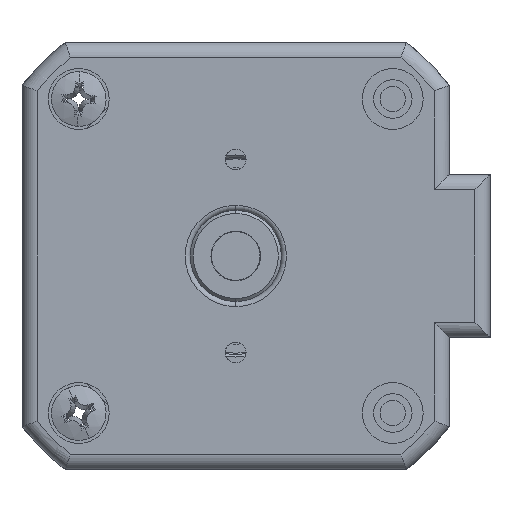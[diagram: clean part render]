
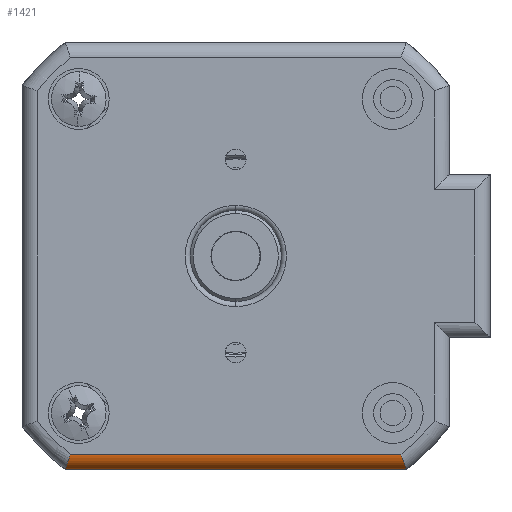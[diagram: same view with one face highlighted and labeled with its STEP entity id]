
A CAD part, front view. The second image highlights one B-rep face of the part: STEP entity #1421.
In plain terms, the highlighted cylindrical face has radius 1.5 mm (diameter 3 mm), a partial arc.
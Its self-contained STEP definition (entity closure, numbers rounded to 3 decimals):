
#210 = CARTESIAN_POINT ( 'NONE',  ( 11.604, -25.707, -2.962 ) ) ;
#300 = CARTESIAN_POINT ( 'NONE',  ( -21.485, -24.981, -4.263 ) ) ;
#407 = B_SPLINE_CURVE_WITH_KNOTS ( 'NONE', 3,
 ( #1042, #9009, #2523, #6095, #3967, #300, #1798, #3194, #6154, #1772, #4609, #7569 ),
 .UNSPECIFIED., .F., .F.,
 ( 4, 2, 2, 2, 2, 4 ),
 ( 0., 0., 0.001, 0.001, 0.002, 0.002 ),
 .UNSPECIFIED. ) ;
#568 = ORIENTED_EDGE ( 'NONE', *, *, #6107, .F. ) ;
#825 = DIRECTION ( 'NONE',  ( 0., 0., 1. ) ) ;
#1042 = CARTESIAN_POINT ( 'NONE',  ( -21.555, -24.207, -4.462 ) ) ;
#1421 = ADVANCED_FACE ( 'NONE', ( #8248 ), #4077, .T. ) ;
#1492 = EDGE_LOOP ( 'NONE', ( #1517, #6579, #568, #1619 ) ) ;
#1517 = ORIENTED_EDGE ( 'NONE', *, *, #4921, .T. ) ;
#1604 = CARTESIAN_POINT ( 'NONE',  ( 11.672, -25.707, -3.151 ) ) ;
#1619 = ORIENTED_EDGE ( 'NONE', *, *, #4157, .F. ) ;
#1772 = CARTESIAN_POINT ( 'NONE',  ( -21.159, -25.67, -3.345 ) ) ;
#1798 = CARTESIAN_POINT ( 'NONE',  ( -21.444, -25.148, -4.147 ) ) ;
#2088 = B_SPLINE_CURVE_WITH_KNOTS ( 'NONE', 3,
 ( #5754, #3710, #7903, #6496, #2947, #7941, #3681, #5884, #5973, #7335, #1604, #210 ),
 .UNSPECIFIED., .F., .F.,
 ( 4, 2, 2, 2, 2, 4 ),
 ( 0., 0., 0.001, 0.001, 0.002, 0.002 ),
 .UNSPECIFIED. ) ;
#2523 = CARTESIAN_POINT ( 'NONE',  ( -21.551, -24.41, -4.452 ) ) ;
#2580 = CARTESIAN_POINT ( 'NONE',  ( 12.137, -24.207, -4.462 ) ) ;
#2947 = CARTESIAN_POINT ( 'NONE',  ( 12.109, -24.704, -4.381 ) ) ;
#3016 = CARTESIAN_POINT ( 'NONE',  ( -21.555, -24.207, -4.462 ) ) ;
#3194 = CARTESIAN_POINT ( 'NONE',  ( -21.345, -25.42, -3.867 ) ) ;
#3681 = CARTESIAN_POINT ( 'NONE',  ( 12.027, -25.148, -4.147 ) ) ;
#3710 = CARTESIAN_POINT ( 'NONE',  ( 12.137, -24.309, -4.462 ) ) ;
#3967 = CARTESIAN_POINT ( 'NONE',  ( -21.526, -24.704, -4.381 ) ) ;
#4077 = CYLINDRICAL_SURFACE ( 'NONE', #8165, 1.5 ) ;
#4146 = CARTESIAN_POINT ( 'NONE',  ( 11.604, -25.707, -2.962 ) ) ;
#4157 = EDGE_CURVE ( 'NONE', #5431, #6846, #4615, .T. ) ;
#4332 = VERTEX_POINT ( 'NONE', #8653 ) ;
#4335 = CARTESIAN_POINT ( 'NONE',  ( -4.709, -25.707, -2.962 ) ) ;
#4430 = DIRECTION ( 'NONE',  ( -1., 0., 0. ) ) ;
#4609 = CARTESIAN_POINT ( 'NONE',  ( -21.089, -25.707, -3.151 ) ) ;
#4615 = LINE ( 'NONE', #3016, #6301 ) ;
#4741 = VERTEX_POINT ( 'NONE', #4146 ) ;
#4921 = EDGE_CURVE ( 'NONE', #5431, #4741, #2088, .T. ) ;
#5169 = CARTESIAN_POINT ( 'NONE',  ( -21.555, -24.207, -2.962 ) ) ;
#5262 = EDGE_CURVE ( 'NONE', #4332, #4741, #7648, .T. ) ;
#5317 = VECTOR ( 'NONE', #9335, 1000. ) ;
#5431 = VERTEX_POINT ( 'NONE', #2580 ) ;
#5754 = CARTESIAN_POINT ( 'NONE',  ( 12.137, -24.207, -4.462 ) ) ;
#5884 = CARTESIAN_POINT ( 'NONE',  ( 11.928, -25.42, -3.867 ) ) ;
#5973 = CARTESIAN_POINT ( 'NONE',  ( 11.868, -25.527, -3.7 ) ) ;
#6095 = CARTESIAN_POINT ( 'NONE',  ( -21.537, -24.607, -4.411 ) ) ;
#6107 = EDGE_CURVE ( 'NONE', #6846, #4332, #407, .T. ) ;
#6154 = CARTESIAN_POINT ( 'NONE',  ( -21.286, -25.527, -3.7 ) ) ;
#6301 = VECTOR ( 'NONE', #7993, 1000. ) ;
#6496 = CARTESIAN_POINT ( 'NONE',  ( 12.12, -24.607, -4.411 ) ) ;
#6579 = ORIENTED_EDGE ( 'NONE', *, *, #5262, .F. ) ;
#6846 = VERTEX_POINT ( 'NONE', #8926 ) ;
#7335 = CARTESIAN_POINT ( 'NONE',  ( 11.741, -25.67, -3.345 ) ) ;
#7569 = CARTESIAN_POINT ( 'NONE',  ( -21.021, -25.707, -2.962 ) ) ;
#7648 = LINE ( 'NONE', #4335, #5317 ) ;
#7903 = CARTESIAN_POINT ( 'NONE',  ( 12.134, -24.41, -4.452 ) ) ;
#7941 = CARTESIAN_POINT ( 'NONE',  ( 12.067, -24.981, -4.263 ) ) ;
#7993 = DIRECTION ( 'NONE',  ( -1., 0., 0. ) ) ;
#8165 = AXIS2_PLACEMENT_3D ( 'NONE', #5169, #4430, #825 ) ;
#8248 = FACE_OUTER_BOUND ( 'NONE', #1492, .T. ) ;
#8653 = CARTESIAN_POINT ( 'NONE',  ( -21.021, -25.707, -2.962 ) ) ;
#8926 = CARTESIAN_POINT ( 'NONE',  ( -21.555, -24.207, -4.462 ) ) ;
#9009 = CARTESIAN_POINT ( 'NONE',  ( -21.555, -24.309, -4.462 ) ) ;
#9335 = DIRECTION ( 'NONE',  ( 1., 0., 0. ) ) ;
